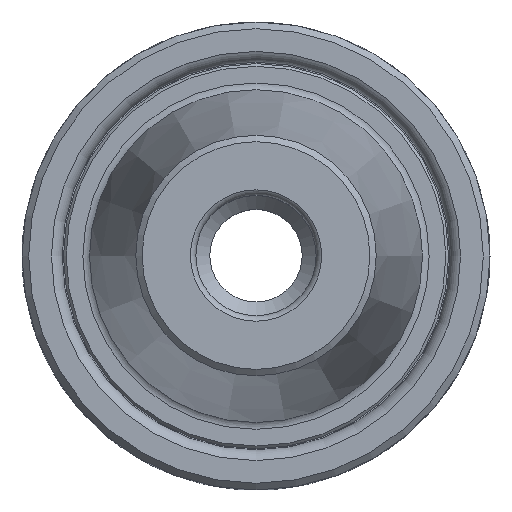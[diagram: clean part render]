
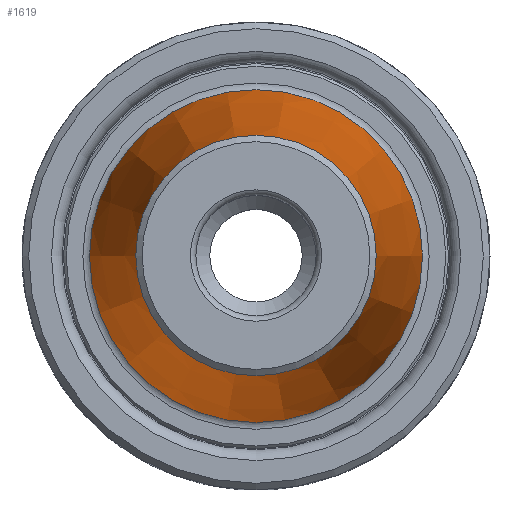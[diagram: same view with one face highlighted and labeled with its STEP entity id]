
A CAD part, top view. The second image highlights one B-rep face of the part: STEP entity #1619.
In plain terms, the highlighted conical face has half-angle 8 degrees and reference radius 8.995 mm.
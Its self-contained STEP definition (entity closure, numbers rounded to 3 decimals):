
#154=CONICAL_SURFACE('',#1738,8.994,0.14);
#236=ORIENTED_EDGE('',*,*,#482,.T.);
#237=ORIENTED_EDGE('',*,*,#467,.F.);
#467=EDGE_CURVE('',#601,#601,#705,.T.);
#482=EDGE_CURVE('',#614,#614,#716,.T.);
#601=VERTEX_POINT('',#2282);
#614=VERTEX_POINT('',#2317);
#705=CIRCLE('',#1721,8.994);
#716=CIRCLE('',#1739,12.45);
#811=EDGE_LOOP('',(#236));
#812=EDGE_LOOP('',(#237));
#937=FACE_BOUND('',#811,.T.);
#938=FACE_BOUND('',#812,.T.);
#1619=ADVANCED_FACE('',(#937,#938),#154,.T.);
#1721=AXIS2_PLACEMENT_3D('',#2281,#1930,#1931);
#1738=AXIS2_PLACEMENT_3D('',#2315,#1968,#1969);
#1739=AXIS2_PLACEMENT_3D('',#2316,#1970,#1971);
#1930=DIRECTION('',(0.,0.,1.));
#1931=DIRECTION('',(1.,0.,0.));
#1968=DIRECTION('',(0.,0.,-1.));
#1969=DIRECTION('',(-1.,0.,0.));
#1970=DIRECTION('',(0.,0.,1.));
#1971=DIRECTION('',(1.,0.,0.));
#2281=CARTESIAN_POINT('',(0.,0.,68.083));
#2282=CARTESIAN_POINT('',(8.994,0.,68.083));
#2315=CARTESIAN_POINT('',(0.,0.,68.083));
#2316=CARTESIAN_POINT('',(0.,0.,43.495));
#2317=CARTESIAN_POINT('',(12.45,0.,43.495));
